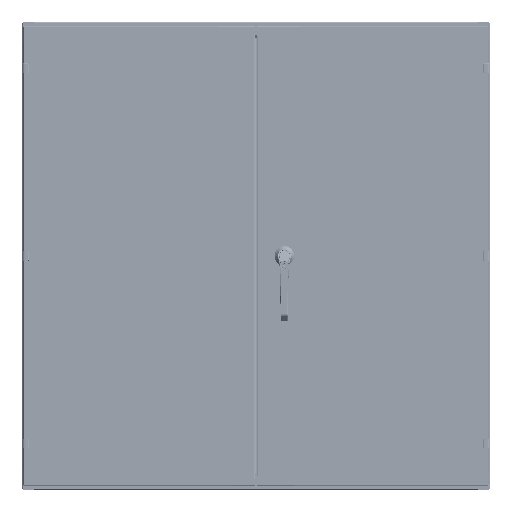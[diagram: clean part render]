
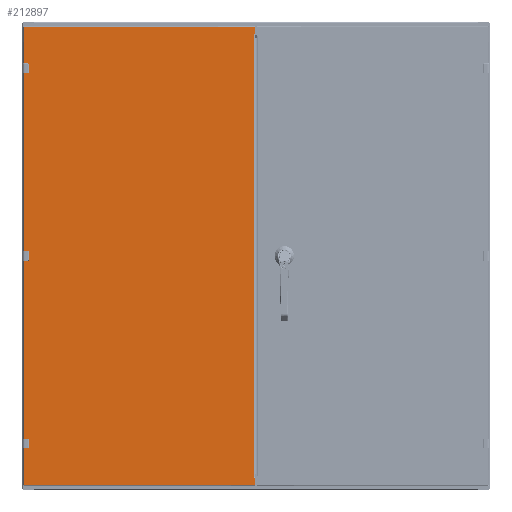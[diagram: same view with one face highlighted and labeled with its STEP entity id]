
A CAD part, top view. The second image highlights one B-rep face of the part: STEP entity #212897.
In plain terms, the highlighted face is planar.
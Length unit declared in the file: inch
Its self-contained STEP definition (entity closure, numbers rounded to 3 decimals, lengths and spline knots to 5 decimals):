
#207948=DIRECTION('',(0.,0.,1.));
#207949=VECTOR('',#207948,23.68);
#207950=CARTESIAN_POINT('',(47.133,0.825,0.135));
#207951=LINE('',#207950,#207949);
#208265=DIRECTION('',(1.,0.,0.));
#208266=VECTOR('',#208265,45.437);
#208267=CARTESIAN_POINT('',(0.9065,0.825,0.252));
#208268=LINE('',#208267,#208266);
#208280=DIRECTION('',(0.,0.,-1.));
#208281=VECTOR('',#208280,0.3629);
#208282=CARTESIAN_POINT('',(43.22,0.825,23.815));
#208283=LINE('',#208282,#208281);
#208287=DIRECTION('',(-1.,0.,0.));
#208288=VECTOR('',#208287,0.63);
#208289=CARTESIAN_POINT('',(43.19,0.825,23.4221));
#208290=LINE('',#208289,#208288);
#208294=DIRECTION('',(0.,0.,-1.));
#208295=VECTOR('',#208294,0.3629);
#208296=CARTESIAN_POINT('',(42.53,0.825,23.815));
#208297=LINE('',#208296,#208295);
#208301=DIRECTION('',(0.,0.,-1.));
#208302=VECTOR('',#208301,0.3629);
#208303=CARTESIAN_POINT('',(23.97,0.825,23.815));
#208304=LINE('',#208303,#208302);
#208308=DIRECTION('',(-1.,0.,0.));
#208309=VECTOR('',#208308,0.63);
#208310=CARTESIAN_POINT('',(23.94,0.825,23.4221));
#208311=LINE('',#208310,#208309);
#208315=DIRECTION('',(0.,0.,-1.));
#208316=VECTOR('',#208315,0.3629);
#208317=CARTESIAN_POINT('',(23.28,0.825,23.815));
#208318=LINE('',#208317,#208316);
#208322=DIRECTION('',(0.,0.,-1.));
#208323=VECTOR('',#208322,0.3629);
#208324=CARTESIAN_POINT('',(4.72,0.825,23.815));
#208325=LINE('',#208324,#208323);
#208329=DIRECTION('',(-1.,0.,0.));
#208330=VECTOR('',#208329,0.63);
#208331=CARTESIAN_POINT('',(4.69,0.825,23.4221));
#208332=LINE('',#208331,#208330);
#208336=DIRECTION('',(0.,0.,-1.));
#208337=VECTOR('',#208336,0.3629);
#208338=CARTESIAN_POINT('',(4.03,0.825,23.815));
#208339=LINE('',#208338,#208337);
#208343=DIRECTION('',(-1.,0.,0.));
#208344=VECTOR('',#208343,0.73132);
#208345=CARTESIAN_POINT('',(0.84832,0.825,0.135));
#208346=LINE('',#208345,#208344);
#208350=DIRECTION('',(0.342,0.,0.94));
#208351=VECTOR('',#208350,0.12451);
#208352=CARTESIAN_POINT('',(0.84832,0.825,0.135));
#208353=LINE('',#208352,#208351);
#208357=DIRECTION('',(-1.,0.,0.));
#208358=VECTOR('',#208357,0.0156);
#208359=CARTESIAN_POINT('',(0.9065,0.825,0.252));
#208360=LINE('',#208359,#208358);
#208364=DIRECTION('',(1.,0.,0.));
#208365=VECTOR('',#208364,0.0156);
#208366=CARTESIAN_POINT('',(46.3435,0.825,0.252));
#208367=LINE('',#208366,#208365);
#208371=DIRECTION('',(-0.342,0.,0.94));
#208372=VECTOR('',#208371,0.12451);
#208373=CARTESIAN_POINT('',(46.40168,0.825,0.135));
#208374=LINE('',#208373,#208372);
#208378=DIRECTION('',(-1.,0.,0.));
#208379=VECTOR('',#208378,0.73132);
#208380=CARTESIAN_POINT('',(47.133,0.825,0.135));
#208381=LINE('',#208380,#208379);
#208393=DIRECTION('',(-1.,0.,0.));
#208394=VECTOR('',#208393,18.56);
#208395=CARTESIAN_POINT('',(42.53,0.825,23.815));
#208396=LINE('',#208395,#208394);
#208438=DIRECTION('',(-1.,0.,0.));
#208439=VECTOR('',#208438,18.56);
#208440=CARTESIAN_POINT('',(23.28,0.825,23.815));
#208441=LINE('',#208440,#208439);
#208480=DIRECTION('',(-1.,0.,0.));
#208481=VECTOR('',#208480,3.913);
#208482=CARTESIAN_POINT('',(4.03,0.825,23.815));
#208483=LINE('',#208482,#208481);
#208552=DIRECTION('',(-1.,0.,0.));
#208553=VECTOR('',#208552,3.913);
#208554=CARTESIAN_POINT('',(47.133,0.825,23.815));
#208555=LINE('',#208554,#208553);
#208573=CARTESIAN_POINT('',(23.94,0.825,23.4521));
#208574=DIRECTION('',(0.,-1.,0.));
#208575=DIRECTION('',(0.,0.,-1.));
#208576=AXIS2_PLACEMENT_3D('',#208573,#208574,#208575);
#208603=CARTESIAN_POINT('',(23.31,0.825,23.4521));
#208604=DIRECTION('',(0.,-1.,0.));
#208605=DIRECTION('',(-1.,0.,0.));
#208606=AXIS2_PLACEMENT_3D('',#208603,#208604,#208605);
#210335=CARTESIAN_POINT('',(43.19,0.825,23.4521));
#210336=DIRECTION('',(0.,-1.,0.));
#210337=DIRECTION('',(0.,0.,-1.));
#210338=AXIS2_PLACEMENT_3D('',#210335,#210336,#210337);
#210365=CARTESIAN_POINT('',(42.56,0.825,23.4521));
#210366=DIRECTION('',(0.,-1.,0.));
#210367=DIRECTION('',(-1.,0.,0.));
#210368=AXIS2_PLACEMENT_3D('',#210365,#210366,#210367);
#210455=CARTESIAN_POINT('',(4.06,0.825,23.4521));
#210456=DIRECTION('',(0.,-1.,0.));
#210457=DIRECTION('',(-1.,0.,0.));
#210458=AXIS2_PLACEMENT_3D('',#210455,#210456,#210457);
#210485=CARTESIAN_POINT('',(4.69,0.825,23.4521));
#210486=DIRECTION('',(0.,-1.,0.));
#210487=DIRECTION('',(0.,0.,-1.));
#210488=AXIS2_PLACEMENT_3D('',#210485,#210486,#210487);
#210501=DIRECTION('',(0.,0.,1.));
#210502=VECTOR('',#210501,23.68);
#210503=CARTESIAN_POINT('',(0.117,0.825,0.135));
#210504=LINE('',#210503,#210502);
#210669=CARTESIAN_POINT('',(46.3435,0.825,0.252));
#210670=CARTESIAN_POINT('',(46.3591,0.825,0.252));
#210671=VERTEX_POINT('',#210669);
#210672=VERTEX_POINT('',#210670);
#210673=CARTESIAN_POINT('',(46.40168,0.825,0.135));
#210674=VERTEX_POINT('',#210673);
#210681=CARTESIAN_POINT('',(47.133,0.825,0.135));
#210682=VERTEX_POINT('',#210681);
#210685=CARTESIAN_POINT('',(0.9065,0.825,0.252));
#210686=CARTESIAN_POINT('',(0.8909,0.825,0.252));
#210687=VERTEX_POINT('',#210685);
#210688=VERTEX_POINT('',#210686);
#210689=CARTESIAN_POINT('',(0.84832,0.825,0.135));
#210690=VERTEX_POINT('',#210689);
#210697=CARTESIAN_POINT('',(0.117,0.825,0.135));
#210698=VERTEX_POINT('',#210697);
#211060=CARTESIAN_POINT('',(0.117,0.825,23.815));
#211061=VERTEX_POINT('',#211060);
#211066=CARTESIAN_POINT('',(47.133,0.825,23.815));
#211068=VERTEX_POINT('',#211066);
#211121=CARTESIAN_POINT('',(4.03,0.825,23.815));
#211123=VERTEX_POINT('',#211121);
#211125=CARTESIAN_POINT('',(4.72,0.825,23.815));
#211127=VERTEX_POINT('',#211125);
#211137=CARTESIAN_POINT('',(42.53,0.825,23.815));
#211139=VERTEX_POINT('',#211137);
#211141=CARTESIAN_POINT('',(43.22,0.825,23.815));
#211143=VERTEX_POINT('',#211141);
#211153=CARTESIAN_POINT('',(23.97,0.825,23.815));
#211155=VERTEX_POINT('',#211153);
#211157=CARTESIAN_POINT('',(23.28,0.825,23.815));
#211159=VERTEX_POINT('',#211157);
#211184=CARTESIAN_POINT('',(4.03,0.825,23.4521));
#211186=VERTEX_POINT('',#211184);
#211188=CARTESIAN_POINT('',(4.06,0.825,23.4221));
#211190=VERTEX_POINT('',#211188);
#211192=CARTESIAN_POINT('',(4.69,0.825,23.4221));
#211194=VERTEX_POINT('',#211192);
#211196=CARTESIAN_POINT('',(4.72,0.825,23.4521));
#211198=VERTEX_POINT('',#211196);
#211216=CARTESIAN_POINT('',(43.19,0.825,23.4221));
#211218=VERTEX_POINT('',#211216);
#211220=CARTESIAN_POINT('',(43.22,0.825,23.4521));
#211222=VERTEX_POINT('',#211220);
#211224=CARTESIAN_POINT('',(42.53,0.825,23.4521));
#211226=VERTEX_POINT('',#211224);
#211228=CARTESIAN_POINT('',(42.56,0.825,23.4221));
#211230=VERTEX_POINT('',#211228);
#211232=CARTESIAN_POINT('',(23.28,0.825,23.4521));
#211234=VERTEX_POINT('',#211232);
#211236=CARTESIAN_POINT('',(23.31,0.825,23.4221));
#211238=VERTEX_POINT('',#211236);
#211240=CARTESIAN_POINT('',(23.94,0.825,23.4221));
#211242=VERTEX_POINT('',#211240);
#211244=CARTESIAN_POINT('',(23.97,0.825,23.4521));
#211246=VERTEX_POINT('',#211244);
#212842=CARTESIAN_POINT('',(47.25,0.825,0.));
#212843=DIRECTION('',(0.,1.,0.));
#212844=DIRECTION('',(-1.,0.,0.));
#212845=AXIS2_PLACEMENT_3D('',#212842,#212843,#212844);
#212846=PLANE('',#212845);
#212847=ORIENTED_EDGE('',*,*,#212458,.T.);
#212849=ORIENTED_EDGE('',*,*,#212848,.T.);
#212851=ORIENTED_EDGE('',*,*,#212850,.T.);
#212853=ORIENTED_EDGE('',*,*,#212852,.F.);
#212855=ORIENTED_EDGE('',*,*,#212854,.T.);
#212857=ORIENTED_EDGE('',*,*,#212856,.F.);
#212859=ORIENTED_EDGE('',*,*,#212858,.F.);
#212861=ORIENTED_EDGE('',*,*,#212860,.T.);
#212863=ORIENTED_EDGE('',*,*,#212862,.T.);
#212865=ORIENTED_EDGE('',*,*,#212864,.F.);
#212867=ORIENTED_EDGE('',*,*,#212866,.T.);
#212869=ORIENTED_EDGE('',*,*,#212868,.F.);
#212871=ORIENTED_EDGE('',*,*,#212870,.F.);
#212873=ORIENTED_EDGE('',*,*,#212872,.T.);
#212875=ORIENTED_EDGE('',*,*,#212874,.T.);
#212877=ORIENTED_EDGE('',*,*,#212876,.F.);
#212879=ORIENTED_EDGE('',*,*,#212878,.T.);
#212881=ORIENTED_EDGE('',*,*,#212880,.F.);
#212883=ORIENTED_EDGE('',*,*,#212882,.F.);
#212885=ORIENTED_EDGE('',*,*,#212884,.T.);
#212887=ORIENTED_EDGE('',*,*,#212886,.F.);
#212888=ORIENTED_EDGE('',*,*,#212669,.F.);
#212889=ORIENTED_EDGE('',*,*,#212835,.T.);
#212890=ORIENTED_EDGE('',*,*,#212833,.F.);
#212891=ORIENTED_EDGE('',*,*,#212782,.T.);
#212892=ORIENTED_EDGE('',*,*,#212763,.T.);
#212893=ORIENTED_EDGE('',*,*,#212761,.F.);
#212894=ORIENTED_EDGE('',*,*,#212657,.F.);
#212895=EDGE_LOOP('',(#212847,#212849,#212851,#212853,#212855,#212857,#212859,
#212861,#212863,#212865,#212867,#212869,#212871,#212873,#212875,#212877,#212879,
#212881,#212883,#212885,#212887,#212888,#212889,#212890,#212891,#212892,#212893,
#212894));
#212896=FACE_OUTER_BOUND('',#212895,.F.);
#208577=CIRCLE('',#208576,0.03);
#208607=CIRCLE('',#208606,0.03);
#210339=CIRCLE('',#210338,0.03);
#210369=CIRCLE('',#210368,0.03);
#210459=CIRCLE('',#210458,0.03);
#210489=CIRCLE('',#210488,0.03);
#212458=EDGE_CURVE('',#210682,#211068,#207951,.T.);
#212657=EDGE_CURVE('',#210682,#210674,#208381,.T.);
#212669=EDGE_CURVE('',#210690,#210698,#208346,.T.);
#212761=EDGE_CURVE('',#210674,#210672,#208374,.T.);
#212763=EDGE_CURVE('',#210671,#210672,#208367,.T.);
#212782=EDGE_CURVE('',#210687,#210671,#208268,.T.);
#212833=EDGE_CURVE('',#210687,#210688,#208360,.T.);
#212835=EDGE_CURVE('',#210690,#210688,#208353,.T.);
#212848=EDGE_CURVE('',#211068,#211143,#208555,.T.);
#212850=EDGE_CURVE('',#211143,#211222,#208283,.T.);
#212852=EDGE_CURVE('',#211218,#211222,#210339,.T.);
#212854=EDGE_CURVE('',#211218,#211230,#208290,.T.);
#212856=EDGE_CURVE('',#211226,#211230,#210369,.T.);
#212858=EDGE_CURVE('',#211139,#211226,#208297,.T.);
#212860=EDGE_CURVE('',#211139,#211155,#208396,.T.);
#212862=EDGE_CURVE('',#211155,#211246,#208304,.T.);
#212864=EDGE_CURVE('',#211242,#211246,#208577,.T.);
#212866=EDGE_CURVE('',#211242,#211238,#208311,.T.);
#212868=EDGE_CURVE('',#211234,#211238,#208607,.T.);
#212870=EDGE_CURVE('',#211159,#211234,#208318,.T.);
#212872=EDGE_CURVE('',#211159,#211127,#208441,.T.);
#212874=EDGE_CURVE('',#211127,#211198,#208325,.T.);
#212876=EDGE_CURVE('',#211194,#211198,#210489,.T.);
#212878=EDGE_CURVE('',#211194,#211190,#208332,.T.);
#212880=EDGE_CURVE('',#211186,#211190,#210459,.T.);
#212882=EDGE_CURVE('',#211123,#211186,#208339,.T.);
#212884=EDGE_CURVE('',#211123,#211061,#208483,.T.);
#212886=EDGE_CURVE('',#210698,#211061,#210504,.T.);
#212897=ADVANCED_FACE('',(#212896),#212846,.T.);
